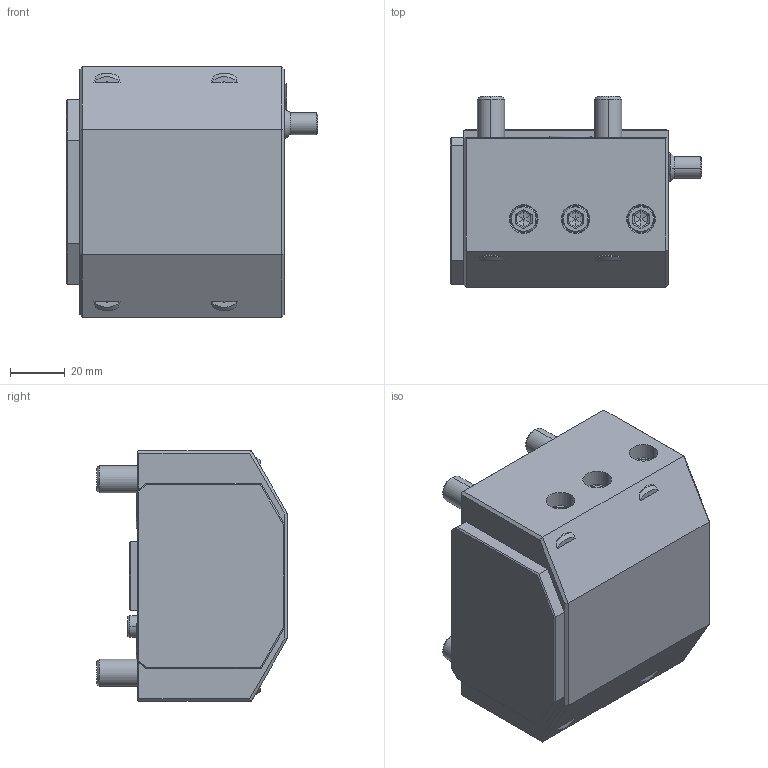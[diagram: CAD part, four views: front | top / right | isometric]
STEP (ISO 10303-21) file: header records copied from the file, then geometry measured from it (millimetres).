
FILE_DESCRIPTION((''),'2;1');
FILE_NAME('NGT_ID_25_40_30_GI','2023-05-24T',('vali'),('NOVA GRUP'),'PRO/ENGINEER BY PARAMETRIC TECHNOLOGY CORPORATION, 2010280','PRO/ENGINEER BY PARAMETRIC TECHNOLOGY CORPORATION, 2010280','');
FILE_SCHEMA(('CONFIG_CONTROL_DESIGN'));
Length unit declared in the file: millimetre
Products named in the file (1): NGT_ID_25_40_30_GI
Bounding box: 92.34 x 70 x 92 mm (x, y, z)
Volume: 285911.1 mm3; surface area: 45961 mm2
Topology: 1 solids, 1 shells, 361 faces, 812 edges, 440 vertices
Faces by surface type: plane 131, cylinder 111, cone 71, bspline 42, torus 4, sphere 2
Entity records: 11058 total; most frequent: CARTESIAN_POINT 3580, ORIENTED_EDGE 1536, DIRECTION 1457, EDGE_CURVE 768, AXIS2_PLACEMENT_3D 500, VECTOR 457, LINE 457, VERTEX_POINT 440
